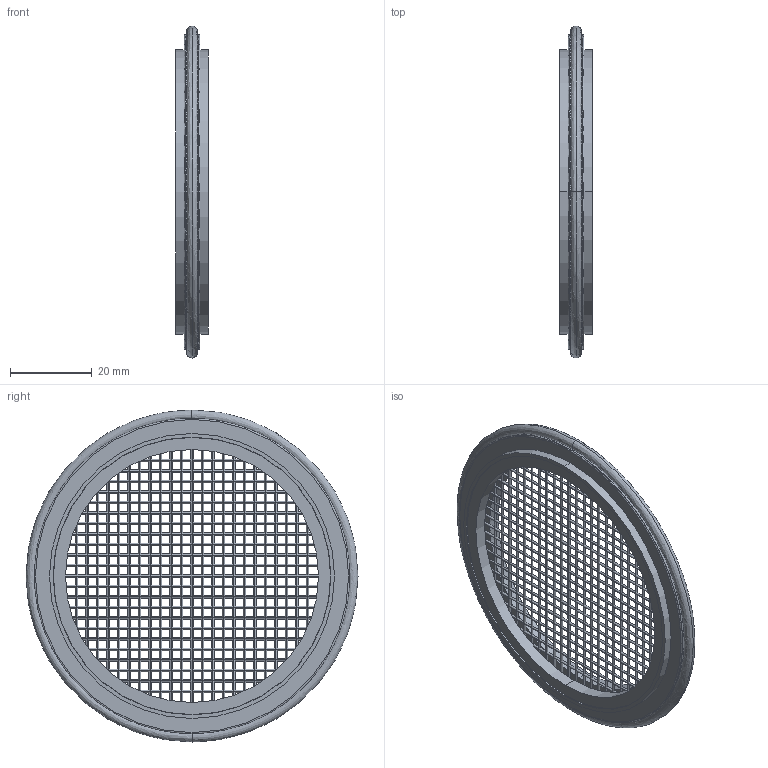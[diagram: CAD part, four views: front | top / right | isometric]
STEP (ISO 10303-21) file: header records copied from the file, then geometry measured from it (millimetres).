
FILE_DESCRIPTION( (''), '2;1');
FILE_NAME ('CAD708.5800.VP2063-M_5250.stp','2017-05-11T11:18:41',(''),(''),'spGate 12.6.6','','');
FILE_SCHEMA (('AUTOMOTIVE_DESIGN'));
Length unit declared in the file: millimetre
Products named in the file (15): Assembly; VP2063-1; VP2063-2; 1-2,2-2; 3-2; 4-2; 5-2; 6-2; 7-2; 8-2; 9-2; 10-2; 11-2; 12-2; VP2063-23
Assembly tree (49 placements, depth 2):
  Assembly
    VP2063-1
    VP2063-2
    1-2,2-2  x6
    3-2  x4
    4-2  x4
    5-2  x4
    6-2  x4
    7-2  x4
    8-2  x4
    9-2  x4
    10-2  x4
    11-2  x4
    12-2  x4
    VP2063-23
Bounding box: 8 x 81.33 x 81.33 mm (x, y, z)
Volume: 10351.4 mm3; surface area: 16371.7 mm2
Topology: 49 solids, 49 shells, 217 faces, 342 edges, 224 vertices
Faces by surface type: cylinder 108, plane 99, bspline 10
Entity records: 3964 total; most frequent: CARTESIAN_POINT 678, DIRECTION 416, ORIENTED_EDGE 264, COLOUR_RGB 223, PRESENTATION_STYLE_ASSIGNMENT 223, STYLED_ITEM 223, AXIS2_PLACEMENT_3D 208, EDGE_CURVE 132
